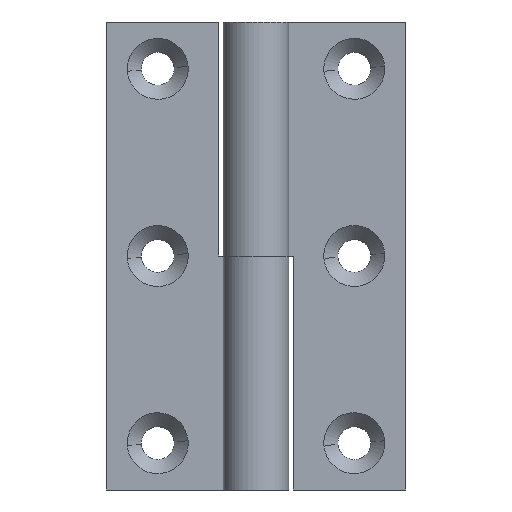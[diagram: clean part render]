
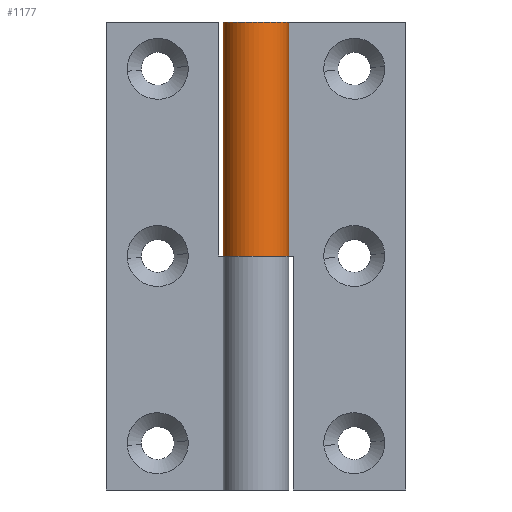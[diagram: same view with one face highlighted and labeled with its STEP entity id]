
A CAD part, front view. The second image highlights one B-rep face of the part: STEP entity #1177.
In plain terms, the highlighted free-form (B-spline) face has degree [1, 2] with [2, 7] control points.
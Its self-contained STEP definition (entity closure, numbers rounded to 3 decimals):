
#901=CARTESIAN_POINT('',(2.906,1.95,25.0));
#902=VERTEX_POINT('',#901);
#903=CARTESIAN_POINT('',(0.0,3.5,25.0));
#904=VERTEX_POINT('',#903);
#905=CARTESIAN_POINT('',(2.906,1.95,25.0));
#906=CARTESIAN_POINT('',(4.429,-0.319,25.0));
#907=CARTESIAN_POINT('',(2.597,-2.347,25.0));
#908=CARTESIAN_POINT('',(0.764,-4.374,25.0));
#909=CARTESIAN_POINT('',(-1.647,-3.088,25.0));
#910=CARTESIAN_POINT('',(-4.058,-1.802,25.0));
#911=CARTESIAN_POINT('',(-3.396,0.849,25.0));
#912=CARTESIAN_POINT('',(-2.733,3.5,25.0));
#913=CARTESIAN_POINT('',(0.0,3.5,25.0));
#921=(BOUNDED_CURVE()B_SPLINE_CURVE(2,(#905,#906,#907,#908,#909,#910,#911,#912,#913),.UNSPECIFIED.,.F.,.U.)B_SPLINE_CURVE_WITH_KNOTS((3,2,2,2,3),(0.0,0.25,0.5,0.75,1.0),.UNSPECIFIED.)CURVE()GEOMETRIC_REPRESENTATION_ITEM()RATIONAL_B_SPLINE_CURVE((1.0,0.788,1.0,0.788,1.0,0.788,1.0,0.788,1.0))REPRESENTATION_ITEM(''));
#922=EDGE_CURVE('',#902,#904,#921,.T.);
#971=CARTESIAN_POINT('',(2.906,1.95,50.0));
#972=VERTEX_POINT('',#971);
#973=CARTESIAN_POINT('',(0.0,3.5,50.0));
#974=VERTEX_POINT('',#973);
#975=CARTESIAN_POINT('',(2.906,1.95,50.0));
#976=CARTESIAN_POINT('',(4.429,-0.319,50.0));
#977=CARTESIAN_POINT('',(2.597,-2.347,50.0));
#978=CARTESIAN_POINT('',(0.764,-4.374,50.0));
#979=CARTESIAN_POINT('',(-1.647,-3.088,50.0));
#980=CARTESIAN_POINT('',(-4.058,-1.802,50.0));
#981=CARTESIAN_POINT('',(-3.396,0.849,50.0));
#982=CARTESIAN_POINT('',(-2.733,3.5,50.0));
#983=CARTESIAN_POINT('',(0.0,3.5,50.0));
#991=(BOUNDED_CURVE()B_SPLINE_CURVE(2,(#975,#976,#977,#978,#979,#980,#981,#982,#983),.UNSPECIFIED.,.F.,.U.)B_SPLINE_CURVE_WITH_KNOTS((3,2,2,2,3),(0.0,0.25,0.5,0.75,1.0),.UNSPECIFIED.)CURVE()GEOMETRIC_REPRESENTATION_ITEM()RATIONAL_B_SPLINE_CURVE((1.0,0.788,1.0,0.788,1.0,0.788,1.0,0.788,1.0))REPRESENTATION_ITEM(''));
#992=EDGE_CURVE('',#972,#974,#991,.T.);
#1104=CARTESIAN_POINT('',(2.906,1.95,25.0));
#1105=CARTESIAN_POINT('',(2.906,1.95,50.0));
#1106=QUASI_UNIFORM_CURVE('',1,(#1104,#1105),.UNSPECIFIED.,.F.,.U.);
#1107=EDGE_CURVE('',#902,#972,#1106,.T.);
#1145=CARTESIAN_POINT('',(2.849,2.032,24.375));
#1146=CARTESIAN_POINT('',(2.849,2.032,50.641));
#1147=CARTESIAN_POINT('',(5.42,-1.571,24.375));
#1148=CARTESIAN_POINT('',(5.42,-1.571,50.641));
#1149=CARTESIAN_POINT('',(1.321,-3.241,24.375));
#1150=CARTESIAN_POINT('',(1.321,-3.241,50.641));
#1151=CARTESIAN_POINT('',(-2.779,-4.911,24.375));
#1152=CARTESIAN_POINT('',(-2.779,-4.911,50.641));
#1153=CARTESIAN_POINT('',(-3.458,-0.537,24.375));
#1154=CARTESIAN_POINT('',(-3.458,-0.537,50.641));
#1155=CARTESIAN_POINT('',(-4.138,3.837,24.375));
#1156=CARTESIAN_POINT('',(-4.138,3.837,50.641));
#1157=CARTESIAN_POINT('',(0.275,3.489,24.375));
#1158=CARTESIAN_POINT('',(0.275,3.489,50.641));
#1166=(BOUNDED_SURFACE()B_SPLINE_SURFACE(1,2,((#1145,#1147,#1149,#1151,#1153,#1155,#1157),(#1146,#1148,#1150,#1152,#1154,#1156,#1158)),.UNSPECIFIED.,.F.,.F.,.U.)B_SPLINE_SURFACE_WITH_KNOTS((2,2),(3,2,2,3),(0.0,26.266),(0.0,6.778,13.556,20.334),.UNSPECIFIED.)GEOMETRIC_REPRESENTATION_ITEM()RATIONAL_B_SPLINE_SURFACE(((1.0,0.62,1.0,0.62,1.0,0.62,1.0),(1.0,0.62,1.0,0.62,1.0,0.62,1.0)))REPRESENTATION_ITEM('')SURFACE());
#1167=ORIENTED_EDGE('',*,*,#922,.F.);
#1168=ORIENTED_EDGE('',*,*,#1107,.T.);
#1169=ORIENTED_EDGE('',*,*,#992,.T.);
#1170=CARTESIAN_POINT('',(0.0,3.5,25.0));
#1171=CARTESIAN_POINT('',(0.0,3.5,50.0));
#1172=QUASI_UNIFORM_CURVE('',1,(#1170,#1171),.UNSPECIFIED.,.F.,.U.);
#1173=EDGE_CURVE('',#904,#974,#1172,.T.);
#1174=ORIENTED_EDGE('',*,*,#1173,.F.);
#1175=EDGE_LOOP('',(#1167,#1168,#1169,#1174));
#1176=FACE_OUTER_BOUND('',#1175,.T.);
#1177=ADVANCED_FACE('',(#1176),#1166,.T.);
